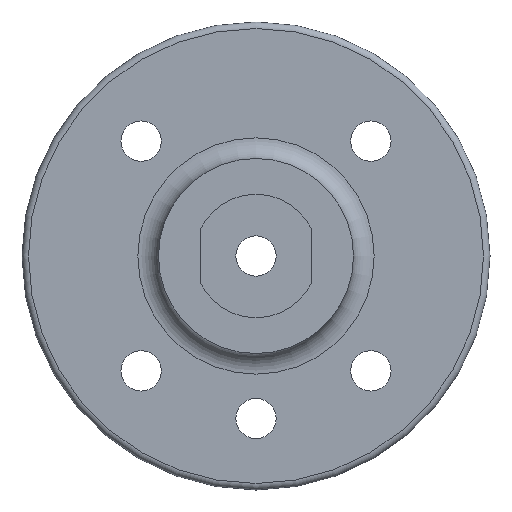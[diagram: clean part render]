
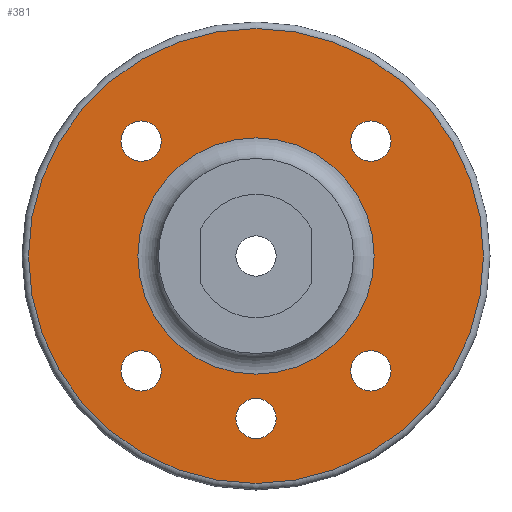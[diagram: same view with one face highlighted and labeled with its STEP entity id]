
A CAD part, front view. The second image highlights one B-rep face of the part: STEP entity #381.
In plain terms, the highlighted planar face has unit normal (0, -1, 0).
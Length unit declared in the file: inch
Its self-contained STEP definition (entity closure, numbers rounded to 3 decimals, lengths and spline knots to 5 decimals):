
#18=FACE_BOUND('',#73,.T.);
#19=FACE_BOUND('',#74,.T.);
#20=FACE_BOUND('',#75,.T.);
#21=FACE_BOUND('',#76,.T.);
#22=FACE_BOUND('',#77,.T.);
#23=FACE_BOUND('',#78,.T.);
#34=PLANE('',#450);
#52=FACE_OUTER_BOUND('',#72,.T.);
#72=EDGE_LOOP('',(#319,#320));
#73=EDGE_LOOP('',(#321,#322));
#74=EDGE_LOOP('',(#323,#324));
#75=EDGE_LOOP('',(#325,#326));
#76=EDGE_LOOP('',(#327,#328));
#77=EDGE_LOOP('',(#329,#330));
#78=EDGE_LOOP('',(#331,#332));
#124=CIRCLE('',#407,0.12205);
#125=CIRCLE('',#408,0.12205);
#127=CIRCLE('',#411,0.12205);
#128=CIRCLE('',#412,0.12205);
#130=CIRCLE('',#415,0.12205);
#131=CIRCLE('',#416,0.12205);
#133=CIRCLE('',#419,0.12205);
#134=CIRCLE('',#420,0.12205);
#136=CIRCLE('',#423,0.12205);
#137=CIRCLE('',#424,0.12205);
#150=CIRCLE('',#445,0.71555);
#151=CIRCLE('',#446,0.71555);
#154=CIRCLE('',#451,1.37795);
#155=CIRCLE('',#452,1.37795);
#160=VERTEX_POINT('',#592);
#161=VERTEX_POINT('',#593);
#163=VERTEX_POINT('',#600);
#164=VERTEX_POINT('',#601);
#166=VERTEX_POINT('',#608);
#167=VERTEX_POINT('',#609);
#169=VERTEX_POINT('',#616);
#170=VERTEX_POINT('',#617);
#172=VERTEX_POINT('',#624);
#173=VERTEX_POINT('',#625);
#190=VERTEX_POINT('',#674);
#191=VERTEX_POINT('',#676);
#193=VERTEX_POINT('',#685);
#194=VERTEX_POINT('',#686);
#198=EDGE_CURVE('',#160,#161,#124,.T.);
#199=EDGE_CURVE('',#161,#160,#125,.T.);
#202=EDGE_CURVE('',#163,#164,#127,.T.);
#203=EDGE_CURVE('',#164,#163,#128,.T.);
#206=EDGE_CURVE('',#166,#167,#130,.T.);
#207=EDGE_CURVE('',#167,#166,#131,.T.);
#210=EDGE_CURVE('',#169,#170,#133,.T.);
#211=EDGE_CURVE('',#170,#169,#134,.T.);
#214=EDGE_CURVE('',#172,#173,#136,.T.);
#215=EDGE_CURVE('',#173,#172,#137,.T.);
#239=EDGE_CURVE('',#190,#191,#150,.T.);
#240=EDGE_CURVE('',#191,#190,#151,.T.);
#244=EDGE_CURVE('',#193,#194,#154,.T.);
#245=EDGE_CURVE('',#194,#193,#155,.T.);
#319=ORIENTED_EDGE('',*,*,#244,.F.);
#320=ORIENTED_EDGE('',*,*,#245,.F.);
#321=ORIENTED_EDGE('',*,*,#198,.T.);
#322=ORIENTED_EDGE('',*,*,#199,.T.);
#323=ORIENTED_EDGE('',*,*,#202,.T.);
#324=ORIENTED_EDGE('',*,*,#203,.T.);
#325=ORIENTED_EDGE('',*,*,#206,.T.);
#326=ORIENTED_EDGE('',*,*,#207,.T.);
#327=ORIENTED_EDGE('',*,*,#210,.T.);
#328=ORIENTED_EDGE('',*,*,#211,.T.);
#329=ORIENTED_EDGE('',*,*,#214,.T.);
#330=ORIENTED_EDGE('',*,*,#215,.T.);
#331=ORIENTED_EDGE('',*,*,#240,.F.);
#332=ORIENTED_EDGE('',*,*,#239,.F.);
#381=ADVANCED_FACE('',(#52,#18,#19,#20,#21,#22,#23),#34,.F.);
#407=AXIS2_PLACEMENT_3D('',#594,#465,#466);
#408=AXIS2_PLACEMENT_3D('',#595,#467,#468);
#411=AXIS2_PLACEMENT_3D('',#602,#474,#475);
#412=AXIS2_PLACEMENT_3D('',#603,#476,#477);
#415=AXIS2_PLACEMENT_3D('',#610,#483,#484);
#416=AXIS2_PLACEMENT_3D('',#611,#485,#486);
#419=AXIS2_PLACEMENT_3D('',#618,#492,#493);
#420=AXIS2_PLACEMENT_3D('',#619,#494,#495);
#423=AXIS2_PLACEMENT_3D('',#626,#501,#502);
#424=AXIS2_PLACEMENT_3D('',#627,#503,#504);
#445=AXIS2_PLACEMENT_3D('',#677,#556,#557);
#446=AXIS2_PLACEMENT_3D('',#678,#558,#559);
#450=AXIS2_PLACEMENT_3D('',#684,#567,#568);
#451=AXIS2_PLACEMENT_3D('',#687,#569,#570);
#452=AXIS2_PLACEMENT_3D('',#688,#571,#572);
#465=DIRECTION('center_axis',(0.,1.,0.));
#466=DIRECTION('ref_axis',(1.,0.,0.));
#467=DIRECTION('center_axis',(0.,1.,0.));
#468=DIRECTION('ref_axis',(1.,0.,0.));
#474=DIRECTION('center_axis',(0.,1.,0.));
#475=DIRECTION('ref_axis',(1.,0.,0.));
#476=DIRECTION('center_axis',(0.,1.,0.));
#477=DIRECTION('ref_axis',(1.,0.,0.));
#483=DIRECTION('center_axis',(0.,1.,0.));
#484=DIRECTION('ref_axis',(1.,0.,0.));
#485=DIRECTION('center_axis',(0.,1.,0.));
#486=DIRECTION('ref_axis',(1.,0.,0.));
#492=DIRECTION('center_axis',(0.,1.,0.));
#493=DIRECTION('ref_axis',(1.,0.,0.));
#494=DIRECTION('center_axis',(0.,1.,0.));
#495=DIRECTION('ref_axis',(1.,0.,0.));
#501=DIRECTION('center_axis',(0.,1.,0.));
#502=DIRECTION('ref_axis',(1.,0.,0.));
#503=DIRECTION('center_axis',(0.,1.,0.));
#504=DIRECTION('ref_axis',(1.,0.,0.));
#556=DIRECTION('center_axis',(0.,-1.,0.));
#557=DIRECTION('ref_axis',(-1.,0.,0.));
#558=DIRECTION('center_axis',(0.,-1.,0.));
#559=DIRECTION('ref_axis',(-1.,0.,0.));
#567=DIRECTION('center_axis',(0.,1.,0.));
#568=DIRECTION('ref_axis',(0.,0.,1.));
#569=DIRECTION('center_axis',(0.,1.,0.));
#570=DIRECTION('ref_axis',(1.,0.,0.));
#571=DIRECTION('center_axis',(0.,1.,0.));
#572=DIRECTION('ref_axis',(1.,0.,0.));
#592=CARTESIAN_POINT('',(0.81802,0.,0.69597));
#593=CARTESIAN_POINT('',(0.57392,0.,0.69597));
#594=CARTESIAN_POINT('Origin',(0.69597,0.,0.69597));
#595=CARTESIAN_POINT('Origin',(0.69597,0.,0.69597));
#600=CARTESIAN_POINT('',(0.12205,0.,-0.98425));
#601=CARTESIAN_POINT('',(-0.12205,0.,-0.98425));
#602=CARTESIAN_POINT('Origin',(0.,0.,-0.98425));
#603=CARTESIAN_POINT('Origin',(0.,0.,-0.98425));
#608=CARTESIAN_POINT('',(-0.57392,0.,-0.69597));
#609=CARTESIAN_POINT('',(-0.81802,0.,-0.69597));
#610=CARTESIAN_POINT('Origin',(-0.69597,0.,-0.69597));
#611=CARTESIAN_POINT('Origin',(-0.69597,0.,-0.69597));
#616=CARTESIAN_POINT('',(0.81802,0.,-0.69597));
#617=CARTESIAN_POINT('',(0.57392,0.,-0.69597));
#618=CARTESIAN_POINT('Origin',(0.69597,0.,-0.69597));
#619=CARTESIAN_POINT('Origin',(0.69597,0.,-0.69597));
#624=CARTESIAN_POINT('',(-0.57392,0.,0.69597));
#625=CARTESIAN_POINT('',(-0.81802,0.,0.69597));
#626=CARTESIAN_POINT('Origin',(-0.69597,0.,0.69597));
#627=CARTESIAN_POINT('Origin',(-0.69597,0.,0.69597));
#674=CARTESIAN_POINT('',(0.,0.,-0.71555));
#676=CARTESIAN_POINT('',(0.71555,0.,0.));
#677=CARTESIAN_POINT('Origin',(0.,0.,0.));
#678=CARTESIAN_POINT('Origin',(0.,0.,0.));
#684=CARTESIAN_POINT('Origin',(0.,0.,0.));
#685=CARTESIAN_POINT('',(-1.37795,0.,0.));
#686=CARTESIAN_POINT('',(0.,0.,1.37795));
#687=CARTESIAN_POINT('Origin',(0.,0.,0.));
#688=CARTESIAN_POINT('Origin',(0.,0.,0.));
